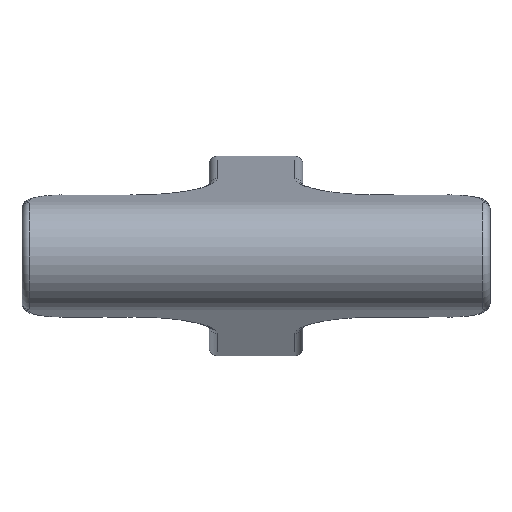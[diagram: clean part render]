
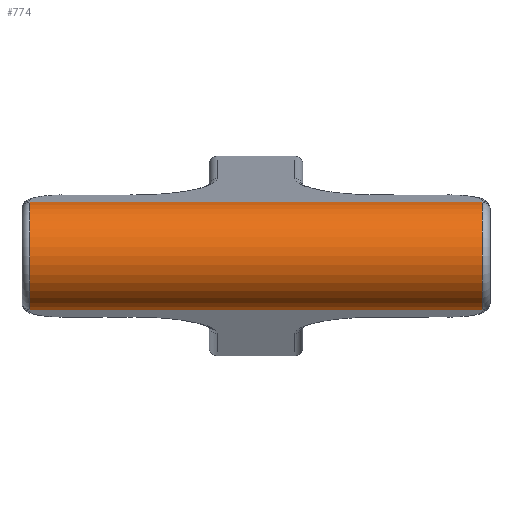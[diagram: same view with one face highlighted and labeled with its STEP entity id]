
A CAD part, front view. The second image highlights one B-rep face of the part: STEP entity #774.
In plain terms, the highlighted cylindrical face has radius 7.036 mm (diameter 14.072 mm), a partial arc.
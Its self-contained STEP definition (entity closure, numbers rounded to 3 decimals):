
#62=CYLINDRICAL_SURFACE('',#856,7.036);
#108=FACE_OUTER_BOUND('',#153,.T.);
#153=EDGE_LOOP('',(#598,#599,#600,#601));
#214=LINE('',#1951,#272);
#218=LINE('',#1989,#276);
#272=VECTOR('',#996,10.);
#276=VECTOR('',#1002,10.);
#305=CIRCLE('',#849,7.036);
#308=CIRCLE('',#857,7.036);
#350=VERTEX_POINT('',#1510);
#352=VERTEX_POINT('',#1516);
#362=VERTEX_POINT('',#1950);
#367=VERTEX_POINT('',#1988);
#435=EDGE_CURVE('',#350,#352,#305,.T.);
#448=EDGE_CURVE('',#352,#362,#214,.T.);
#454=EDGE_CURVE('',#350,#367,#218,.T.);
#455=EDGE_CURVE('',#362,#367,#308,.T.);
#598=ORIENTED_EDGE('',*,*,#435,.F.);
#599=ORIENTED_EDGE('',*,*,#454,.T.);
#600=ORIENTED_EDGE('',*,*,#455,.F.);
#601=ORIENTED_EDGE('',*,*,#448,.F.);
#774=ADVANCED_FACE('',(#108),#62,.T.);
#849=AXIS2_PLACEMENT_3D('',#1520,#978,#979);
#856=AXIS2_PLACEMENT_3D('',#1987,#1000,#1001);
#857=AXIS2_PLACEMENT_3D('',#1990,#1003,#1004);
#978=DIRECTION('center_axis',(1.,0.,0.));
#979=DIRECTION('ref_axis',(0.,-0.187,-0.982));
#996=DIRECTION('',(-1.,0.,0.));
#1000=DIRECTION('center_axis',(1.,0.,0.));
#1001=DIRECTION('ref_axis',(0.,-0.187,0.982));
#1002=DIRECTION('',(-1.,0.,0.));
#1003=DIRECTION('center_axis',(-1.,0.,0.));
#1004=DIRECTION('ref_axis',(0.,-0.187,0.982));
#1510=CARTESIAN_POINT('',(884.291,111.109,-1642.793));
#1516=CARTESIAN_POINT('',(884.291,111.109,-1656.617));
#1520=CARTESIAN_POINT('Origin',(884.291,112.424,-1649.705));
#1950=CARTESIAN_POINT('',(826.291,111.109,-1656.617));
#1951=CARTESIAN_POINT('',(884.291,111.109,-1656.617));
#1987=CARTESIAN_POINT('Origin',(855.291,112.424,-1649.705));
#1988=CARTESIAN_POINT('',(826.291,111.109,-1642.793));
#1989=CARTESIAN_POINT('',(884.291,111.109,-1642.793));
#1990=CARTESIAN_POINT('Origin',(826.291,112.424,-1649.705));
